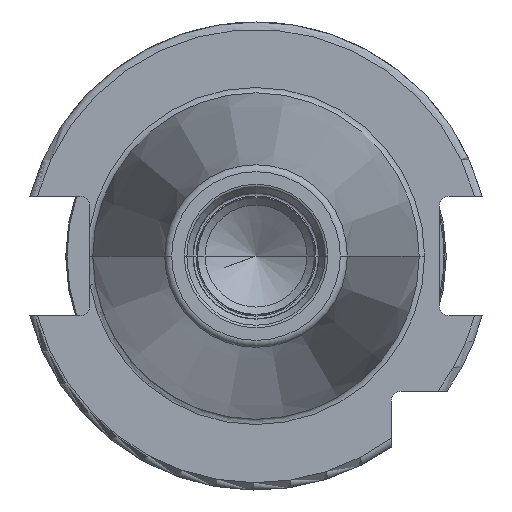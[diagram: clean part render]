
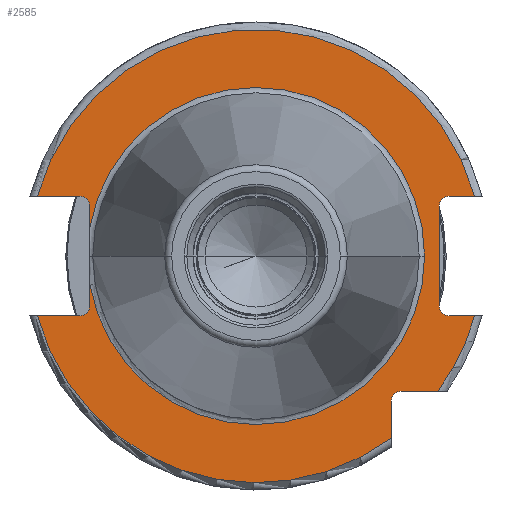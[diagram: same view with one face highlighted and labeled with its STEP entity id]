
A CAD part, left-side view. The second image highlights one B-rep face of the part: STEP entity #2585.
In plain terms, the highlighted planar face has unit normal (-1, 0, 0).
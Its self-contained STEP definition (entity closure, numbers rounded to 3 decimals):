
#105=CARTESIAN_POINT('',(3.2,22.55,-3.842));
#117=CARTESIAN_POINT('',(3.2,0.,0.));
#118=DIRECTION('',(-1.,0.,0.));
#119=DIRECTION('',(0.,0.986,-0.168));
#120=AXIS2_PLACEMENT_3D('',#117,#118,#119);
#147=CARTESIAN_POINT('',(3.2,23.9,-6.75));
#148=DIRECTION('',(1.,0.,0.));
#149=DIRECTION('',(0.,-1.,0.));
#150=AXIS2_PLACEMENT_3D('',#147,#148,#149);
#217=CARTESIAN_POINT('',(3.2,-26.2,6.75));
#218=DIRECTION('',(1.,0.,0.));
#219=DIRECTION('',(0.,1.,0.));
#220=AXIS2_PLACEMENT_3D('',#217,#218,#219);
#589=CARTESIAN_POINT('',(3.2,-26.2,-6.75));
#590=DIRECTION('',(1.,0.,0.));
#591=DIRECTION('',(0.,0.,-1.));
#592=AXIS2_PLACEMENT_3D('',#589,#590,#591);
#656=DIRECTION('',(0.,0.,-1.));
#657=VECTOR('',#656,2.908);
#658=CARTESIAN_POINT('',(3.2,22.55,6.75));
#659=LINE('',#658,#657);
#660=DIRECTION('',(0.,-1.,0.));
#661=VECTOR('',#660,5.777);
#662=CARTESIAN_POINT('',(3.2,29.677,8.1));
#663=LINE('',#662,#661);
#664=CARTESIAN_POINT('',(3.2,0.,0.));
#665=DIRECTION('',(1.,0.,0.));
#666=DIRECTION('',(0.,0.965,0.263));
#667=AXIS2_PLACEMENT_3D('',#664,#665,#666);
#669=DIRECTION('',(0.,1.,0.));
#670=VECTOR('',#669,3.477);
#671=CARTESIAN_POINT('',(3.2,-29.677,8.1));
#672=LINE('',#671,#670);
#673=DIRECTION('',(0.,0.,1.));
#674=VECTOR('',#673,13.5);
#675=CARTESIAN_POINT('',(3.2,-24.85,-6.75));
#676=LINE('',#675,#674);
#677=DIRECTION('',(0.,1.,0.));
#678=VECTOR('',#677,3.477);
#679=CARTESIAN_POINT('',(3.2,-29.677,-8.1));
#680=LINE('',#679,#678);
#681=CARTESIAN_POINT('',(3.2,0.,0.));
#682=DIRECTION('',(-1.,0.,0.));
#683=DIRECTION('',(0.,-0.803,-0.597));
#684=AXIS2_PLACEMENT_3D('',#681,#682,#683);
#686=DIRECTION('',(0.,-1.,0.));
#687=VECTOR('',#686,4.99);
#688=CARTESIAN_POINT('',(3.2,-19.7,-18.35));
#689=LINE('',#688,#687);
#690=DIRECTION('',(0.,0.,1.));
#691=VECTOR('',#690,4.99);
#692=CARTESIAN_POINT('',(3.2,-18.35,-24.69));
#693=LINE('',#692,#691);
#694=CARTESIAN_POINT('',(3.2,0.,0.));
#695=DIRECTION('',(-1.,0.,0.));
#696=DIRECTION('',(0.,0.965,-0.263));
#697=AXIS2_PLACEMENT_3D('',#694,#695,#696);
#699=DIRECTION('',(0.,-1.,0.));
#700=VECTOR('',#699,5.777);
#701=CARTESIAN_POINT('',(3.2,29.677,-8.1));
#702=LINE('',#701,#700);
#703=DIRECTION('',(0.,0.,-1.));
#704=VECTOR('',#703,2.908);
#705=CARTESIAN_POINT('',(3.2,22.55,-3.842));
#706=LINE('',#705,#704);
#716=CARTESIAN_POINT('',(3.2,23.9,6.75));
#717=DIRECTION('',(1.,0.,0.));
#718=DIRECTION('',(0.,0.,1.));
#719=AXIS2_PLACEMENT_3D('',#716,#717,#718);
#730=CARTESIAN_POINT('',(3.2,29.677,8.1));
#737=CARTESIAN_POINT('',(3.2,-29.677,8.1));
#1157=CARTESIAN_POINT('',(3.2,29.677,-8.1));
#1193=CARTESIAN_POINT('',(3.2,-29.677,-8.1));
#1220=CARTESIAN_POINT('',(3.2,-19.7,-19.7));
#1221=DIRECTION('',(1.,0.,0.));
#1222=DIRECTION('',(0.,1.,0.));
#1223=AXIS2_PLACEMENT_3D('',#1220,#1221,#1222);
#1291=CARTESIAN_POINT('',(3.2,22.55,3.842));
#1302=CARTESIAN_POINT('',(3.2,0.,0.));
#1303=DIRECTION('',(1.,0.,0.));
#1304=DIRECTION('',(0.,0.986,0.168));
#1305=AXIS2_PLACEMENT_3D('',#1302,#1303,#1304);
#1525=CARTESIAN_POINT('',(3.2,-22.875,0.));
#1527=VERTEX_POINT('',#1525);
#1667=VERTEX_POINT('',#1291);
#1669=VERTEX_POINT('',#105);
#1672=VERTEX_POINT('',#730);
#1673=VERTEX_POINT('',#737);
#1676=VERTEX_POINT('',#1157);
#1677=VERTEX_POINT('',#1193);
#1692=CARTESIAN_POINT('',(3.2,-18.35,-24.69));
#1693=VERTEX_POINT('',#1692);
#1695=CARTESIAN_POINT('',(3.2,-26.2,-8.1));
#1697=VERTEX_POINT('',#1695);
#1699=CARTESIAN_POINT('',(3.2,-26.2,8.1));
#1701=VERTEX_POINT('',#1699);
#1702=CARTESIAN_POINT('',(3.2,23.9,8.1));
#1703=VERTEX_POINT('',#1702);
#1704=CARTESIAN_POINT('',(3.2,22.55,6.75));
#1705=VERTEX_POINT('',#1704);
#1706=CARTESIAN_POINT('',(3.2,22.55,-6.75));
#1707=VERTEX_POINT('',#1706);
#1708=CARTESIAN_POINT('',(3.2,23.9,-8.1));
#1709=VERTEX_POINT('',#1708);
#1710=CARTESIAN_POINT('',(3.2,-24.85,-6.75));
#1711=CARTESIAN_POINT('',(3.2,-24.85,6.75));
#1712=VERTEX_POINT('',#1710);
#1713=VERTEX_POINT('',#1711);
#1714=CARTESIAN_POINT('',(3.2,-19.7,-18.35));
#1715=CARTESIAN_POINT('',(3.2,-24.69,-18.35));
#1716=VERTEX_POINT('',#1714);
#1717=VERTEX_POINT('',#1715);
#1718=CARTESIAN_POINT('',(3.2,-18.35,-19.7));
#1719=VERTEX_POINT('',#1718);
#2551=CARTESIAN_POINT('',(3.2,0.,0.));
#2552=DIRECTION('',(1.,0.,0.));
#2553=DIRECTION('',(0.,-1.,0.));
#2554=AXIS2_PLACEMENT_3D('',#2551,#2552,#2553);
#2555=PLANE('',#2554);
#2556=ORIENTED_EDGE('',*,*,#1978,.F.);
#2558=ORIENTED_EDGE('',*,*,#2557,.F.);
#2559=ORIENTED_EDGE('',*,*,#2084,.F.);
#2561=ORIENTED_EDGE('',*,*,#2560,.T.);
#2562=ORIENTED_EDGE('',*,*,#2112,.T.);
#2563=ORIENTED_EDGE('',*,*,#2147,.F.);
#2564=ORIENTED_EDGE('',*,*,#2175,.F.);
#2565=ORIENTED_EDGE('',*,*,#2449,.F.);
#2566=ORIENTED_EDGE('',*,*,#2484,.F.);
#2568=ORIENTED_EDGE('',*,*,#2567,.F.);
#2570=ORIENTED_EDGE('',*,*,#2569,.F.);
#2572=ORIENTED_EDGE('',*,*,#2571,.F.);
#2574=ORIENTED_EDGE('',*,*,#2573,.F.);
#2576=ORIENTED_EDGE('',*,*,#2575,.F.);
#2577=ORIENTED_EDGE('',*,*,#2525,.T.);
#2578=ORIENTED_EDGE('',*,*,#1996,.F.);
#2579=ORIENTED_EDGE('',*,*,#1983,.F.);
#2580=ORIENTED_EDGE('',*,*,#1942,.T.);
#2582=ORIENTED_EDGE('',*,*,#2581,.F.);
#2583=EDGE_LOOP('',(#2556,#2558,#2559,#2561,#2562,#2563,#2564,#2565,#2566,#2568,
#2570,#2572,#2574,#2576,#2577,#2578,#2579,#2580,#2582));
#2584=FACE_OUTER_BOUND('',#2583,.F.);
#2585=ADVANCED_FACE('',(#2584),#2555,.F.);
#121=CIRCLE('',#120,22.875);
#151=CIRCLE('',#150,1.35);
#221=CIRCLE('',#220,1.35);
#593=CIRCLE('',#592,1.35);
#668=CIRCLE('',#667,30.763);
#685=CIRCLE('',#684,30.763);
#698=CIRCLE('',#697,30.763);
#720=CIRCLE('',#719,1.35);
#1224=CIRCLE('',#1223,1.35);
#1306=CIRCLE('',#1305,22.875);
#1942=EDGE_CURVE('',#1669,#1527,#121,.T.);
#1978=EDGE_CURVE('',#1705,#1667,#659,.T.);
#1983=EDGE_CURVE('',#1669,#1707,#706,.T.);
#1996=EDGE_CURVE('',#1707,#1709,#151,.T.);
#2084=EDGE_CURVE('',#1672,#1703,#663,.T.);
#2112=EDGE_CURVE('',#1673,#1701,#672,.T.);
#2147=EDGE_CURVE('',#1713,#1701,#221,.T.);
#2175=EDGE_CURVE('',#1712,#1713,#676,.T.);
#2449=EDGE_CURVE('',#1697,#1712,#593,.T.);
#2484=EDGE_CURVE('',#1677,#1697,#680,.T.);
#2525=EDGE_CURVE('',#1676,#1709,#702,.T.);
#2557=EDGE_CURVE('',#1703,#1705,#720,.T.);
#2560=EDGE_CURVE('',#1672,#1673,#668,.T.);
#2567=EDGE_CURVE('',#1717,#1677,#685,.T.);
#2569=EDGE_CURVE('',#1716,#1717,#689,.T.);
#2571=EDGE_CURVE('',#1719,#1716,#1224,.T.);
#2573=EDGE_CURVE('',#1693,#1719,#693,.T.);
#2575=EDGE_CURVE('',#1676,#1693,#698,.T.);
#2581=EDGE_CURVE('',#1667,#1527,#1306,.T.);
